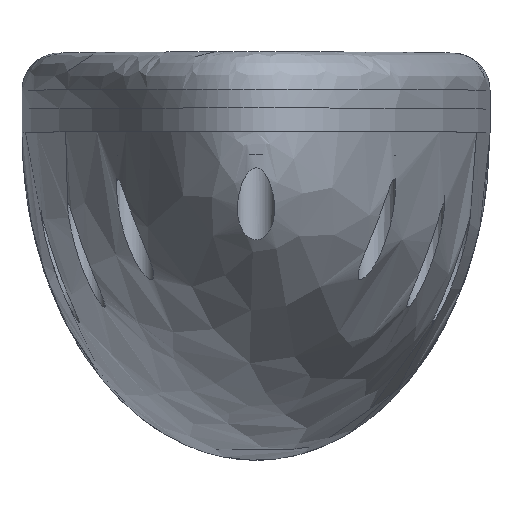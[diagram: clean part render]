
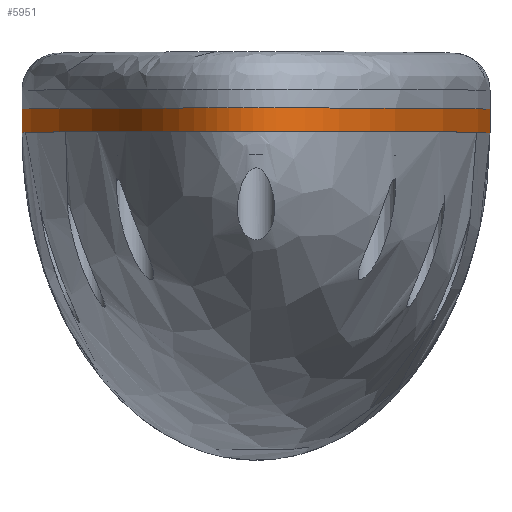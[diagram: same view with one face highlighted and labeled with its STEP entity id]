
A CAD part, top view. The second image highlights one B-rep face of the part: STEP entity #5951.
In plain terms, the highlighted face is a extrusion surface.
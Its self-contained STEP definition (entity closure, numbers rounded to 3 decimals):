
#5559 = VERTEX_POINT('',#5560);
#5560 = CARTESIAN_POINT('',(50.,5.,0.));
#5593 = VERTEX_POINT('',#5594);
#5594 = CARTESIAN_POINT('',(-50.,5.,0.));
#5600 = EDGE_CURVE('',#5559,#5593,#5601,.T.);
#5601 = ELLIPSE('',#5602,160.,50.);
#5602 = AXIS2_PLACEMENT_3D('',#5603,#5604,#5605);
#5603 = CARTESIAN_POINT('',(0.,5.,0.));
#5604 = DIRECTION('',(-0.,-1.,0.));
#5605 = DIRECTION('',(0.,0.,1.));
#5902 = VERTEX_POINT('',#5903);
#5903 = CARTESIAN_POINT('',(50.,0.,0.));
#5916 = EDGE_CURVE('',#5902,#5559,#5917,.T.);
#5917 = LINE('',#5918,#5919);
#5918 = CARTESIAN_POINT('',(50.,0.,0.));
#5919 = VECTOR('',#5920,1.);
#5920 = DIRECTION('',(0.,1.,0.));
#5951 = ADVANCED_FACE('',(#5952),#5971,.T.);
#5952 = FACE_BOUND('',#5953,.T.);
#5953 = EDGE_LOOP('',(#5954,#5955,#5956,#5964));
#5954 = ORIENTED_EDGE('',*,*,#5916,.T.);
#5955 = ORIENTED_EDGE('',*,*,#5600,.T.);
#5956 = ORIENTED_EDGE('',*,*,#5957,.F.);
#5957 = EDGE_CURVE('',#5958,#5593,#5960,.T.);
#5958 = VERTEX_POINT('',#5959);
#5959 = CARTESIAN_POINT('',(-50.,0.,0.));
#5960 = LINE('',#5961,#5962);
#5961 = CARTESIAN_POINT('',(-50.,0.,0.));
#5962 = VECTOR('',#5963,1.);
#5963 = DIRECTION('',(0.,1.,0.));
#5964 = ORIENTED_EDGE('',*,*,#5965,.F.);
#5965 = EDGE_CURVE('',#5902,#5958,#5966,.T.);
#5966 = ELLIPSE('',#5967,160.,50.);
#5967 = AXIS2_PLACEMENT_3D('',#5968,#5969,#5970);
#5968 = CARTESIAN_POINT('',(0.,0.,0.));
#5969 = DIRECTION('',(-0.,-1.,0.));
#5970 = DIRECTION('',(0.,0.,1.));
#5971 = SURFACE_OF_LINEAR_EXTRUSION('',#5972,#5977);
#5972 = ELLIPSE('',#5973,160.,50.);
#5973 = AXIS2_PLACEMENT_3D('',#5974,#5975,#5976);
#5974 = CARTESIAN_POINT('',(0.,0.,0.));
#5975 = DIRECTION('',(0.,-1.,0.));
#5976 = DIRECTION('',(0.,0.,1.));
#5977 = VECTOR('',#5978,1.);
#5978 = DIRECTION('',(0.,-1.,0.));
